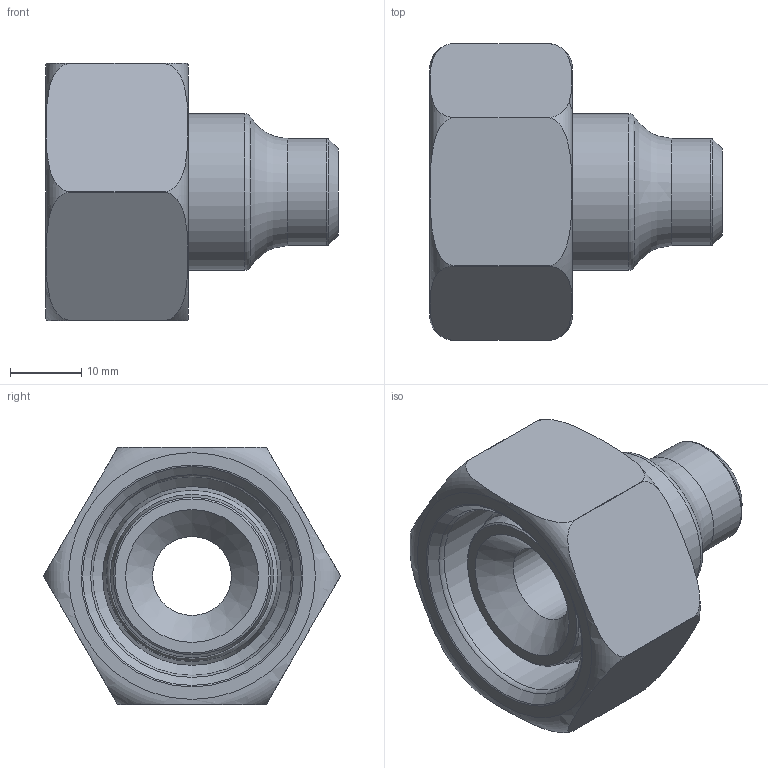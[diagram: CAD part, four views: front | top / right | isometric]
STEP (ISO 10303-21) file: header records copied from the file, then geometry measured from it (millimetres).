
FILE_DESCRIPTION(/* description */ (''),/* implementation_level */ '2;1');
FILE_NAME(/* name */ 'ARKM22-15.stp',/* time_stamp */ '2024-07-15T06:12:06+02:00',/* author */ (''),/* organization */ (''),/* preprocessor_version */ 'ST-DEVELOPER v16',/* originating_system */ 'SIEMENS PLM Software NX 10.0',/* authorisation */ '');
FILE_SCHEMA (('CONFIG_CONTROL_DESIGN'));
Length unit declared in the file: millimetre
Products named in the file (4): X-OR-22; X-ARK22-15; X-M22; ARKM22-15
Assembly tree (3 placements, depth 2):
  ARKM22-15
    X-M22
    X-ARK22-15
    X-OR-22
Bounding box: 40.99 x 41.54 x 36 mm (x, y, z)
Volume: 20084.5 mm3; surface area: 10048.6 mm2
Topology: 3 solids, 3 shells, 153 faces, 405 edges, 266 vertices
Faces by surface type: plane 112, cylinder 12, torus 11, cone 11, extrusion 6, revolution 1
Full cylindrical faces by diameter (mm): 11.045 x1, 15 x1, 21.909 x1, 22.24 x1, 25 x1, 27.8 x1
Entity records: 5425 total; most frequent: CARTESIAN_POINT 1777, ORIENTED_EDGE 726, DIRECTION 509, EDGE_CURVE 363, VERTEX_POINT 254, B_SPLINE_CURVE_WITH_KNOTS 214, AXIS2_PLACEMENT_3D 196, EDGE_LOOP 194
